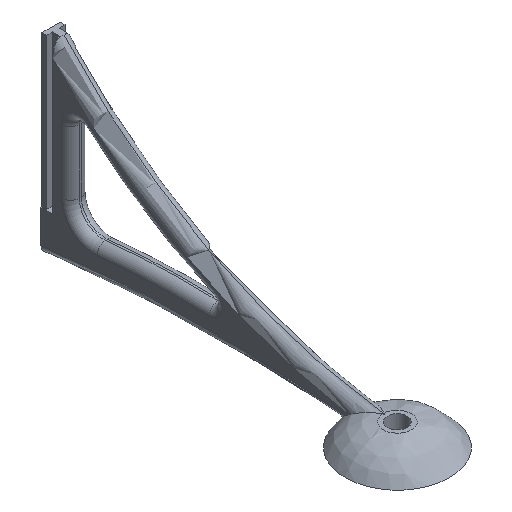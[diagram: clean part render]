
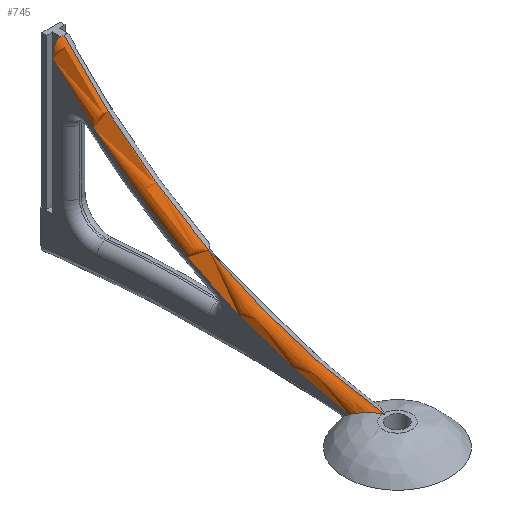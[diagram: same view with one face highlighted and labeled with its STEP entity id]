
A CAD part, isometric view. The second image highlights one B-rep face of the part: STEP entity #745.
In plain terms, the highlighted toroidal (fillet/blend) face has major radius 261.763 mm and minor radius 6.2 mm.
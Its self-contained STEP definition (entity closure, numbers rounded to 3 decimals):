
#21=TOROIDAL_SURFACE('',#824,261.763,6.2);
#49=CIRCLE('',#803,261.763);
#65=CIRCLE('',#823,255.681);
#96=ELLIPSE('',#825,6.909,1.585);
#106=FACE_OUTER_BOUND('',#152,.T.);
#152=EDGE_LOOP('',(#554,#555,#556,#557,#558,#559));
#189=B_SPLINE_CURVE_WITH_KNOTS('',3,(#1147,#1148,#1149,#1150,#1151,#1152),
 .UNSPECIFIED.,.F.,.F.,(4,2,4),(1.827,1.92,2.015),
 .UNSPECIFIED.);
#200=B_SPLINE_CURVE_WITH_KNOTS('',3,(#1363,#1364,#1365,#1366,#1367,#1368,
#1369,#1370,#1371,#1372,#1373,#1374,#1375,#1376),.UNSPECIFIED.,.F.,.F.,
(4,2,2,2,2,2,4),(1.14,1.332,1.524,1.685,
1.846,1.972,1.989),.UNSPECIFIED.);
#201=B_SPLINE_CURVE_WITH_KNOTS('',3,(#1377,#1378,#1379,#1380,#1381,#1382,
#1383,#1384,#1385,#1386),.UNSPECIFIED.,.F.,.F.,(4,2,2,2,4),(-4.779,
-4.728,-4.481,-4.223,-4.09),
 .UNSPECIFIED.);
#308=VERTEX_POINT('',#1144);
#309=VERTEX_POINT('',#1146);
#324=VERTEX_POINT('',#1205);
#327=VERTEX_POINT('',#1211);
#349=VERTEX_POINT('',#1298);
#352=VERTEX_POINT('',#1361);
#380=EDGE_CURVE('',#308,#309,#189,.T.);
#403=EDGE_CURVE('',#327,#324,#49,.T.);
#427=EDGE_CURVE('',#349,#309,#65,.T.);
#432=EDGE_CURVE('',#349,#352,#96,.T.);
#433=EDGE_CURVE('',#324,#308,#200,.T.);
#434=EDGE_CURVE('',#352,#327,#201,.T.);
#554=ORIENTED_EDGE('',*,*,#432,.F.);
#555=ORIENTED_EDGE('',*,*,#427,.T.);
#556=ORIENTED_EDGE('',*,*,#380,.F.);
#557=ORIENTED_EDGE('',*,*,#433,.F.);
#558=ORIENTED_EDGE('',*,*,#403,.F.);
#559=ORIENTED_EDGE('',*,*,#434,.F.);
#745=ADVANCED_FACE('',(#106),#21,.T.);
#803=AXIS2_PLACEMENT_3D('',#1216,#931,#932);
#823=AXIS2_PLACEMENT_3D('',#1299,#976,#977);
#824=AXIS2_PLACEMENT_3D('',#1360,#978,#979);
#825=AXIS2_PLACEMENT_3D('',#1362,#980,#981);
#931=DIRECTION('center_axis',(1.,0.,0.));
#932=DIRECTION('ref_axis',(0.,0.,-1.));
#976=DIRECTION('center_axis',(1.,0.,0.));
#977=DIRECTION('ref_axis',(0.,0.,1.));
#978=DIRECTION('center_axis',(-1.,0.,0.));
#979=DIRECTION('ref_axis',(0.,0.,-1.));
#980=DIRECTION('center_axis',(0.,0.,
-1.));
#981=DIRECTION('ref_axis',(-0.183,0.983,0.));
#1144=CARTESIAN_POINT('',(43.149,20.996,107.64));
#1146=CARTESIAN_POINT('',(44.924,20.14,107.64));
#1147=CARTESIAN_POINT('Ctrl Pts',(43.149,20.996,107.64));
#1148=CARTESIAN_POINT('Ctrl Pts',(43.422,20.798,107.64));
#1149=CARTESIAN_POINT('Ctrl Pts',(43.707,20.627,107.64));
#1150=CARTESIAN_POINT('Ctrl Pts',(44.27,20.351,107.64));
#1151=CARTESIAN_POINT('Ctrl Pts',(44.591,20.228,107.64));
#1152=CARTESIAN_POINT('Ctrl Pts',(44.924,20.14,107.64));
#1205=CARTESIAN_POINT('',(39.924,20.996,99.491));
#1211=CARTESIAN_POINT('',(39.924,-129.102,18.251));
#1216=CARTESIAN_POINT('Origin',(39.924,-171.845,276.501));
#1298=CARTESIAN_POINT('',(44.924,-142.245,22.54));
#1299=CARTESIAN_POINT('Origin',(44.924,-171.845,276.501));
#1360=CARTESIAN_POINT('Origin',(46.124,-171.845,276.501));
#1361=CARTESIAN_POINT('',(44.613,-141.649,22.54));
#1362=CARTESIAN_POINT('Origin',(44.693,-136.353,22.54));
#1363=CARTESIAN_POINT('Ctrl Pts',(39.924,20.996,99.491));
#1364=CARTESIAN_POINT('Ctrl Pts',(39.924,20.996,100.132));
#1365=CARTESIAN_POINT('Ctrl Pts',(39.972,20.996,100.834));
#1366=CARTESIAN_POINT('Ctrl Pts',(40.183,20.996,102.221));
#1367=CARTESIAN_POINT('Ctrl Pts',(40.347,20.996,102.905));
#1368=CARTESIAN_POINT('Ctrl Pts',(40.709,20.996,104.025));
#1369=CARTESIAN_POINT('Ctrl Pts',(40.927,20.996,104.573));
#1370=CARTESIAN_POINT('Ctrl Pts',(41.456,20.996,105.619));
#1371=CARTESIAN_POINT('Ctrl Pts',(41.769,20.996,106.117));
#1372=CARTESIAN_POINT('Ctrl Pts',(42.354,20.996,106.873));
#1373=CARTESIAN_POINT('Ctrl Pts',(42.663,20.996,107.214));
#1374=CARTESIAN_POINT('Ctrl Pts',(43.052,20.996,107.558));
#1375=CARTESIAN_POINT('Ctrl Pts',(43.1,20.996,107.599));
#1376=CARTESIAN_POINT('Ctrl Pts',(43.149,20.996,107.64));
#1377=CARTESIAN_POINT('Ctrl Pts',(44.613,-141.649,22.54));
#1378=CARTESIAN_POINT('Ctrl Pts',(44.477,-141.361,22.54));
#1379=CARTESIAN_POINT('Ctrl Pts',(44.33,-141.058,22.534));
#1380=CARTESIAN_POINT('Ctrl Pts',(43.413,-139.211,22.454));
#1381=CARTESIAN_POINT('Ctrl Pts',(42.556,-137.605,22.209));
#1382=CARTESIAN_POINT('Ctrl Pts',(41.001,-134.171,21.161));
#1383=CARTESIAN_POINT('Ctrl Pts',(40.436,-132.601,20.423));
#1384=CARTESIAN_POINT('Ctrl Pts',(39.997,-130.426,19.152));
#1385=CARTESIAN_POINT('Ctrl Pts',(39.924,-129.739,18.703));
#1386=CARTESIAN_POINT('Ctrl Pts',(39.924,-129.102,18.251));
